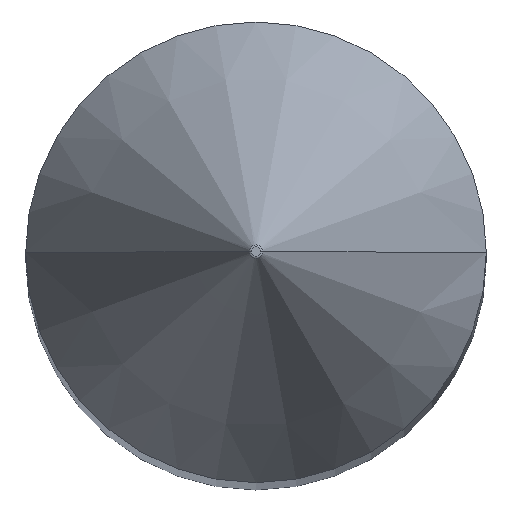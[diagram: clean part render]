
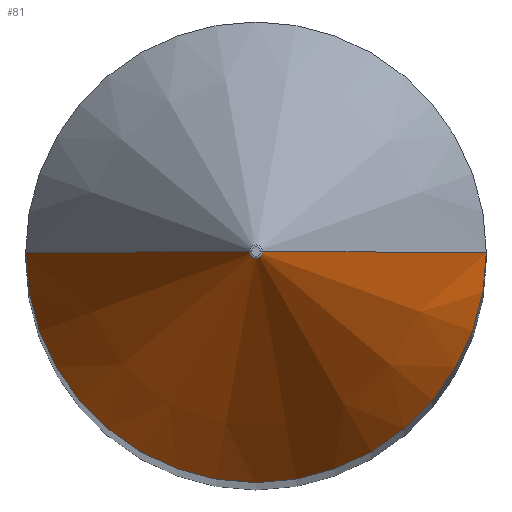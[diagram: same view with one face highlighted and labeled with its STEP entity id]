
A CAD part, top view. The second image highlights one B-rep face of the part: STEP entity #81.
In plain terms, the highlighted conical face has half-angle 29 degrees and reference radius 0.059 mm.
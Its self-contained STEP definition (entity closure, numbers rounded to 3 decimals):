
#3 = VERTEX_POINT ( 'NONE', #102 ) ;
#15 = EDGE_CURVE ( 'NONE', #70, #3, #190, .T. ) ;
#16 = VERTEX_POINT ( 'NONE', #191 ) ;
#53 = EDGE_CURVE ( 'NONE', #70, #71, #310, .T. ) ;
#70 = VERTEX_POINT ( 'NONE', #349 ) ;
#71 = VERTEX_POINT ( 'NONE', #314 ) ;
#79 = EDGE_CURVE ( 'NONE', #71, #16, #301, .T. ) ;
#81 = ADVANCED_FACE ( 'NONE', ( #262 ), #293, .T. ) ;
#82 = ORIENTED_EDGE ( 'NONE', *, *, #79, .F. ) ;
#83 = EDGE_LOOP ( 'NONE', ( #82, #88, #85, #94 ) ) ;
#85 = ORIENTED_EDGE ( 'NONE', *, *, #15, .T. ) ;
#86 = EDGE_CURVE ( 'NONE', #3, #16, #327, .T. ) ;
#88 = ORIENTED_EDGE ( 'NONE', *, *, #53, .F. ) ;
#94 = ORIENTED_EDGE ( 'NONE', *, *, #86, .T. ) ;
#102 = CARTESIAN_POINT ( 'NONE',  ( -2., 0., 36.653 ) ) ;
#167 = DIRECTION ( 'NONE',  ( -0.485, 0., -0.875 ) ) ;
#168 = VECTOR ( 'NONE', #167, 1000. ) ;
#189 = CARTESIAN_POINT ( 'NONE',  ( -0.059, 0., 40.154 ) ) ;
#190 = LINE ( 'NONE', #189, #168 ) ;
#191 = CARTESIAN_POINT ( 'NONE',  ( 2., 0., 36.653 ) ) ;
#260 = DIRECTION ( 'NONE',  ( 1., 0., 0. ) ) ;
#261 = DIRECTION ( 'NONE',  ( 0., 0., 1. ) ) ;
#262 = FACE_OUTER_BOUND ( 'NONE', #83, .T. ) ;
#276 = CARTESIAN_POINT ( 'NONE',  ( 0.059, 0., 40.154 ) ) ;
#293 = CONICAL_SURFACE ( 'NONE', #324, 0.059, 0.506 ) ;
#301 = LINE ( 'NONE', #276, #329 ) ;
#308 = DIRECTION ( 'NONE',  ( 0., 0., 1. ) ) ;
#309 = CARTESIAN_POINT ( 'NONE',  ( 0., 0., 40.154 ) ) ;
#310 = CIRCLE ( 'NONE', #316, 0.059 ) ;
#314 = CARTESIAN_POINT ( 'NONE',  ( 0.059, 0., 40.154 ) ) ;
#316 = AXIS2_PLACEMENT_3D ( 'NONE', #309, #308, #348 ) ;
#318 = CARTESIAN_POINT ( 'NONE',  ( 0., 0., 36.653 ) ) ;
#319 = AXIS2_PLACEMENT_3D ( 'NONE', #318, #261, #260 ) ;
#321 = DIRECTION ( 'NONE',  ( -1., 0., 0. ) ) ;
#322 = DIRECTION ( 'NONE',  ( 0., 0., -1. ) ) ;
#323 = CARTESIAN_POINT ( 'NONE',  ( 0., 0., 40.154 ) ) ;
#324 = AXIS2_PLACEMENT_3D ( 'NONE', #323, #322, #321 ) ;
#327 = CIRCLE ( 'NONE', #319, 2. ) ;
#328 = DIRECTION ( 'NONE',  ( 0.485, 0., -0.875 ) ) ;
#329 = VECTOR ( 'NONE', #328, 1000. ) ;
#348 = DIRECTION ( 'NONE',  ( 1., 0., 0. ) ) ;
#349 = CARTESIAN_POINT ( 'NONE',  ( -0.059, 0., 40.154 ) ) ;
